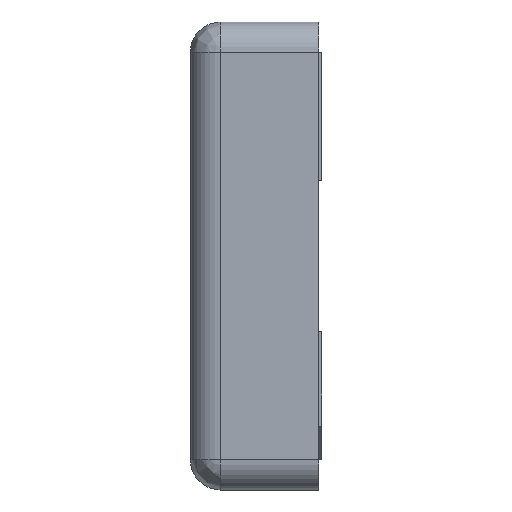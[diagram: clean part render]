
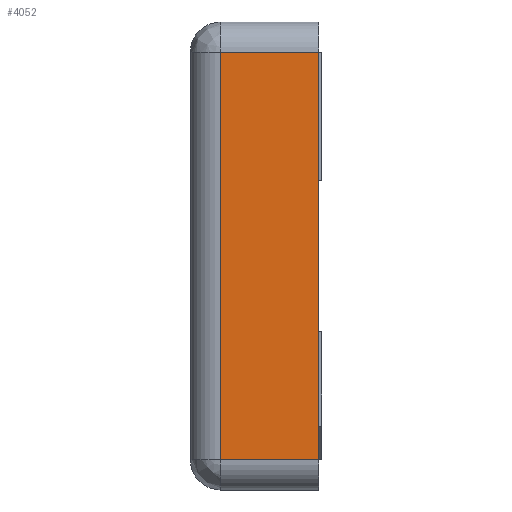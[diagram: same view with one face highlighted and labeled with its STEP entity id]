
A CAD part, left-side view. The second image highlights one B-rep face of the part: STEP entity #4052.
In plain terms, the highlighted planar face has unit normal (-1, 0, 0).
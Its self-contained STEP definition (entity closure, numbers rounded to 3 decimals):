
#64 = EDGE_CURVE ( 'NONE', #5119, #4241, #2627, .T. ) ;
#230 = VECTOR ( 'NONE', #1503, 1000. ) ;
#246 = ORIENTED_EDGE ( 'NONE', *, *, #2440, .F. ) ;
#271 = LINE ( 'NONE', #654, #230 ) ;
#453 = EDGE_LOOP ( 'NONE', ( #2554, #3794, #246, #4412 ) ) ;
#507 = EDGE_CURVE ( 'NONE', #5119, #4332, #655, .T. ) ;
#634 = DIRECTION ( 'NONE',  ( 0., -1., 0. ) ) ;
#654 = CARTESIAN_POINT ( 'NONE',  ( -2.536, 0.65, -1.658 ) ) ;
#655 = LINE ( 'NONE', #1564, #2310 ) ;
#672 = PLANE ( 'NONE',  #3958 ) ;
#821 = DIRECTION ( 'NONE',  ( 1., 0., 0. ) ) ;
#1150 = DIRECTION ( 'NONE',  ( 0., 0., 1. ) ) ;
#1503 = DIRECTION ( 'NONE',  ( 0., 0., 1. ) ) ;
#1541 = LINE ( 'NONE', #3340, #3123 ) ;
#1564 = CARTESIAN_POINT ( 'NONE',  ( -2.536, 0., 0. ) ) ;
#1712 = CARTESIAN_POINT ( 'NONE',  ( -2.536, 0.65, 1.242 ) ) ;
#1770 = VECTOR ( 'NONE', #4369, 1000. ) ;
#1813 = CARTESIAN_POINT ( 'NONE',  ( -2.536, 0.85, -1.458 ) ) ;
#2310 = VECTOR ( 'NONE', #1150, 1000. ) ;
#2440 = EDGE_CURVE ( 'NONE', #3840, #4332, #1541, .T. ) ;
#2554 = ORIENTED_EDGE ( 'NONE', *, *, #64, .F. ) ;
#2627 = LINE ( 'NONE', #1813, #1770 ) ;
#2630 = CARTESIAN_POINT ( 'NONE',  ( -2.536, 0.85, -1.658 ) ) ;
#2780 = EDGE_CURVE ( 'NONE', #4241, #3840, #271, .T. ) ;
#2979 = DIRECTION ( 'NONE',  ( 0., 0., -1. ) ) ;
#3123 = VECTOR ( 'NONE', #634, 1000. ) ;
#3323 = FACE_OUTER_BOUND ( 'NONE', #453, .T. ) ;
#3340 = CARTESIAN_POINT ( 'NONE',  ( -2.536, 0.85, 1.242 ) ) ;
#3794 = ORIENTED_EDGE ( 'NONE', *, *, #507, .T. ) ;
#3840 = VERTEX_POINT ( 'NONE', #1712 ) ;
#3958 = AXIS2_PLACEMENT_3D ( 'NONE', #2630, #821, #2979 ) ;
#4033 = CARTESIAN_POINT ( 'NONE',  ( -2.536, 0., -1.458 ) ) ;
#4052 = ADVANCED_FACE ( 'NONE', ( #3323 ), #672, .F. ) ;
#4241 = VERTEX_POINT ( 'NONE', #5667 ) ;
#4332 = VERTEX_POINT ( 'NONE', #5594 ) ;
#4369 = DIRECTION ( 'NONE',  ( 0., 1., 0. ) ) ;
#4412 = ORIENTED_EDGE ( 'NONE', *, *, #2780, .F. ) ;
#5119 = VERTEX_POINT ( 'NONE', #4033 ) ;
#5594 = CARTESIAN_POINT ( 'NONE',  ( -2.536, 0., 1.242 ) ) ;
#5667 = CARTESIAN_POINT ( 'NONE',  ( -2.536, 0.65, -1.458 ) ) ;
